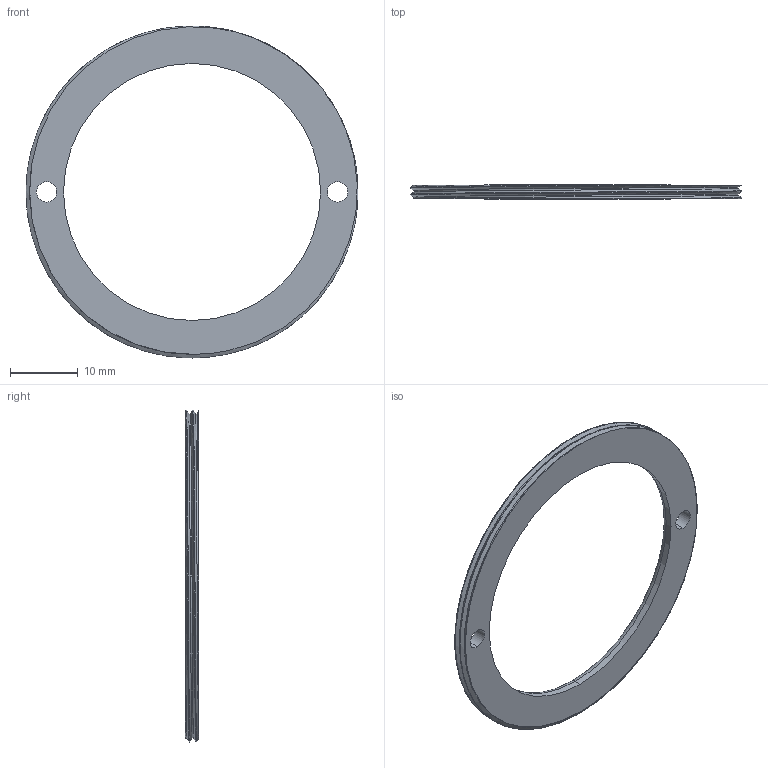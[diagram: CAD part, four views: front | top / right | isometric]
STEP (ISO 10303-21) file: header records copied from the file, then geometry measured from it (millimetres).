
FILE_DESCRIPTION (( 'STEP AP203' ), '1' );
FILE_NAME ('Collier fileté.STEP', '2021-04-19T11:13:49', ( '' ), ( '' ), 'SwSTEP 2.0', 'SolidWorks 2020', '' );
FILE_SCHEMA (( 'CONFIG_CONTROL_DESIGN' ));
Length unit declared in the file: millimetre
Products named in the file (1): Collier fileté
Bounding box: 49.06 x 2 x 49.07 mm (x, y, z)
Volume: 1368.9 mm3; surface area: 2115.5 mm2
Topology: 1 solids, 1 shells, 18 faces, 49 edges, 31 vertices
Faces by surface type: cylinder 11, bspline 3, torus 2, plane 2
Entity records: 1280 total; most frequent: CARTESIAN_POINT 772, ORIENTED_EDGE 98, DIRECTION 86, EDGE_CURVE 49, AXIS2_PLACEMENT_3D 38, VERTEX_POINT 31, EDGE_LOOP 22, CIRCLE 22
